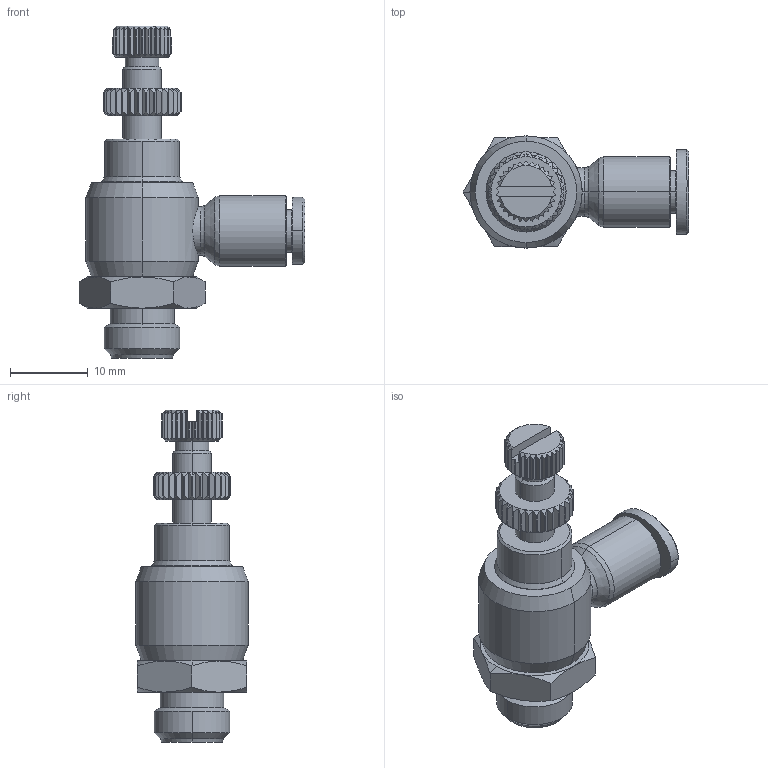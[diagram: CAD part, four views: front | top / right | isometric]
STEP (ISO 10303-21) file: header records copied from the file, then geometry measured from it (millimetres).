
FILE_DESCRIPTION (( 'STEP AP214' ), '1' );
FILE_NAME ('NSE04-G01_OUT.STEP', '2015-10-27T15:41:43', ( '' ), ( '' ), 'SwSTEP 2.0', 'SolidWorks 2015', '' );
FILE_SCHEMA (( 'AUTOMOTIVE_DESIGN' ));
Length unit declared in the file: millimetre
Products named in the file (2): NSE04-G01_OUT; ｦ+ﾃｦ1_1
Assembly tree (1 placements, depth 2):
  NSE04-G01_OUT
    ｦ+ﾃｦ1_1
Bounding box: 28.98 x 14.4 x 42.6 mm (x, y, z)
Volume: 4479.7 mm3; surface area: 2806.8 mm2
Topology: 1 solids, 1 shells, 747 faces, 1984 edges, 1267 vertices
Faces by surface type: plane 472, cylinder 134, cone 105, bspline 34, torus 2
Entity records: 25499 total; most frequent: CARTESIAN_POINT 7131, ORIENTED_EDGE 3968, DIRECTION 3319, EDGE_CURVE 1984, VERTEX_POINT 1267, LINE 1259, VECTOR 1259, AXIS2_PLACEMENT_3D 1030
